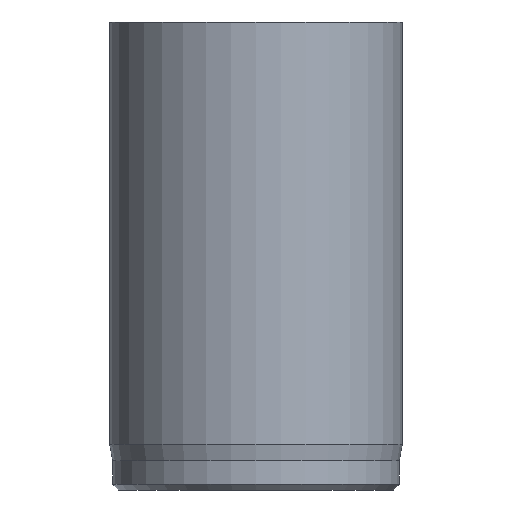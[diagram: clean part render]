
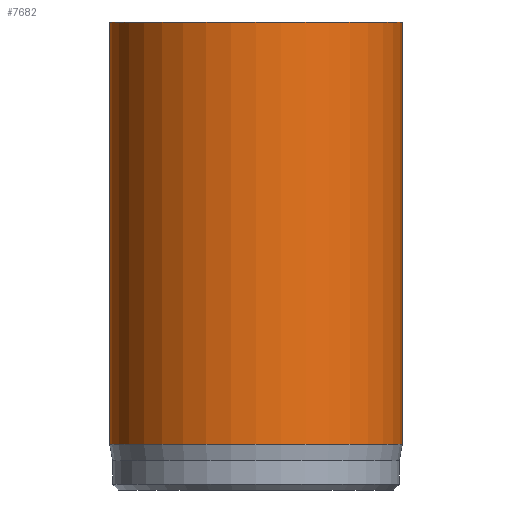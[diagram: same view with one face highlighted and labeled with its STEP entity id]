
A CAD part, front view. The second image highlights one B-rep face of the part: STEP entity #7682.
In plain terms, the highlighted cylindrical face has radius 5 mm (diameter 10 mm), a full revolution.
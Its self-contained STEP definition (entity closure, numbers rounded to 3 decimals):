
#31=CYLINDRICAL_SURFACE('',#7997,5.);
#44=CIRCLE('',#7974,5.);
#55=CIRCLE('',#7995,5.);
#56=CIRCLE('',#7996,5.);
#1061=FACE_OUTER_BOUND('',#1533,.T.);
#1533=EDGE_LOOP('',(#6943,#6944,#6945,#6946,#6947));
#2246=LINE('',#13896,#2965);
#2965=VECTOR('',#9206,5.);
#3688=VERTEX_POINT('',#13853);
#3699=VERTEX_POINT('',#13890);
#3700=VERTEX_POINT('',#13891);
#4771=EDGE_CURVE('',#3688,#3688,#44,.T.);
#4787=EDGE_CURVE('',#3699,#3700,#55,.T.);
#4788=EDGE_CURVE('',#3700,#3699,#56,.T.);
#4790=EDGE_CURVE('',#3688,#3699,#2246,.T.);
#6943=ORIENTED_EDGE('',*,*,#4771,.T.);
#6944=ORIENTED_EDGE('',*,*,#4790,.T.);
#6945=ORIENTED_EDGE('',*,*,#4787,.T.);
#6946=ORIENTED_EDGE('',*,*,#4788,.T.);
#6947=ORIENTED_EDGE('',*,*,#4790,.F.);
#7682=ADVANCED_FACE('',(#1061),#31,.T.);
#7974=AXIS2_PLACEMENT_3D('',#13854,#9152,#9153);
#7995=AXIS2_PLACEMENT_3D('',#13892,#9199,#9200);
#7996=AXIS2_PLACEMENT_3D('',#13893,#9201,#9202);
#7997=AXIS2_PLACEMENT_3D('',#13895,#9204,#9205);
#9152=DIRECTION('center_axis',(0.,0.,-1.));
#9153=DIRECTION('ref_axis',(-1.,0.,0.));
#9199=DIRECTION('center_axis',(0.,0.,1.));
#9200=DIRECTION('ref_axis',(-1.,0.,0.));
#9201=DIRECTION('center_axis',(0.,0.,1.));
#9202=DIRECTION('ref_axis',(-1.,0.,0.));
#9204=DIRECTION('center_axis',(0.,0.,1.));
#9205=DIRECTION('ref_axis',(-1.,0.,0.));
#9206=DIRECTION('',(0.,0.,-1.));
#13853=CARTESIAN_POINT('',(5.,0.,16.));
#13854=CARTESIAN_POINT('Origin',(0.,0.,16.));
#13890=CARTESIAN_POINT('',(5.,0.,1.567));
#13891=CARTESIAN_POINT('',(-5.,0.,1.567));
#13892=CARTESIAN_POINT('Origin',(0.,0.,1.567));
#13893=CARTESIAN_POINT('Origin',(0.,0.,1.567));
#13895=CARTESIAN_POINT('Origin',(0.,0.,0.));
#13896=CARTESIAN_POINT('',(5.,0.,0.));
